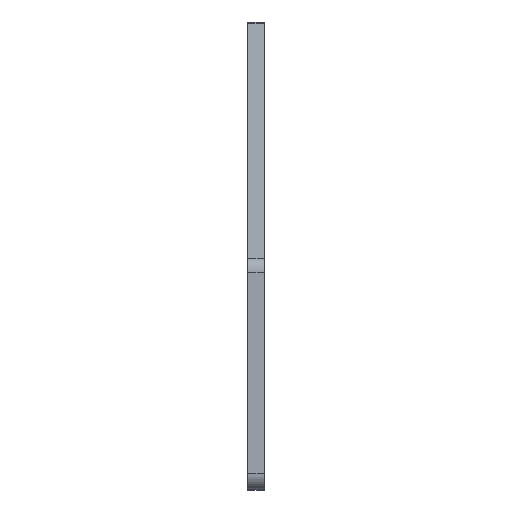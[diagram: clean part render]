
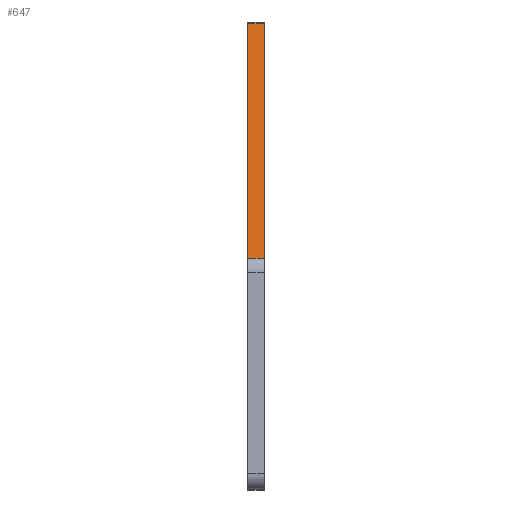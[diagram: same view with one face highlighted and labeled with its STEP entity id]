
A CAD part, left-side view. The second image highlights one B-rep face of the part: STEP entity #647.
In plain terms, the highlighted planar face has unit normal (-0.447, 0, 0.894).
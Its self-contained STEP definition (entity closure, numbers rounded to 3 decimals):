
#1 = DIRECTION ( 'NONE',  ( -0.894, 0., -0.447 ) ) ;
#69 = DIRECTION ( 'NONE',  ( -0.894, 0., -0.447 ) ) ;
#82 = VERTEX_POINT ( 'NONE', #381 ) ;
#84 = EDGE_CURVE ( 'NONE', #909, #131, #206, .T. ) ;
#106 = LINE ( 'NONE', #110, #893 ) ;
#110 = CARTESIAN_POINT ( 'NONE',  ( -22.661, 0., 65.183 ) ) ;
#129 = LINE ( 'NONE', #415, #449 ) ;
#131 = VERTEX_POINT ( 'NONE', #808 ) ;
#142 = CARTESIAN_POINT ( 'NONE',  ( -22.028, 3., 65.5 ) ) ;
#149 = CARTESIAN_POINT ( 'NONE',  ( -22.661, 0., 65.183 ) ) ;
#202 = DIRECTION ( 'NONE',  ( 0., 1., 0. ) ) ;
#206 = LINE ( 'NONE', #142, #400 ) ;
#272 = FACE_OUTER_BOUND ( 'NONE', #329, .T. ) ;
#329 = EDGE_LOOP ( 'NONE', ( #488, #851, #618, #661 ) ) ;
#341 = CARTESIAN_POINT ( 'NONE',  ( -108.842, 0., 22.093 ) ) ;
#381 = CARTESIAN_POINT ( 'NONE',  ( -108.842, 0., 22.093 ) ) ;
#400 = VECTOR ( 'NONE', #437, 1000. ) ;
#415 = CARTESIAN_POINT ( 'NONE',  ( -22.028, 0., 65.5 ) ) ;
#421 = LINE ( 'NONE', #341, #563 ) ;
#437 = DIRECTION ( 'NONE',  ( -0.894, 0., -0.447 ) ) ;
#449 = VECTOR ( 'NONE', #1, 1000. ) ;
#482 = AXIS2_PLACEMENT_3D ( 'NONE', #556, #844, #69 ) ;
#488 = ORIENTED_EDGE ( 'NONE', *, *, #84, .T. ) ;
#556 = CARTESIAN_POINT ( 'NONE',  ( -22.028, 0., 65.5 ) ) ;
#563 = VECTOR ( 'NONE', #202, 1000. ) ;
#612 = DIRECTION ( 'NONE',  ( 0., -1., 0. ) ) ;
#618 = ORIENTED_EDGE ( 'NONE', *, *, #644, .F. ) ;
#643 = PLANE ( 'NONE',  #482 ) ;
#644 = EDGE_CURVE ( 'NONE', #832, #82, #129, .T. ) ;
#647 = ADVANCED_FACE ( 'NONE', ( #272 ), #643, .T. ) ;
#661 = ORIENTED_EDGE ( 'NONE', *, *, #896, .F. ) ;
#675 = EDGE_CURVE ( 'NONE', #82, #131, #421, .T. ) ;
#808 = CARTESIAN_POINT ( 'NONE',  ( -108.842, 3., 22.093 ) ) ;
#832 = VERTEX_POINT ( 'NONE', #149 ) ;
#844 = DIRECTION ( 'NONE',  ( -0.447, 0., 0.894 ) ) ;
#851 = ORIENTED_EDGE ( 'NONE', *, *, #675, .F. ) ;
#893 = VECTOR ( 'NONE', #612, 1000. ) ;
#896 = EDGE_CURVE ( 'NONE', #909, #832, #106, .T. ) ;
#898 = CARTESIAN_POINT ( 'NONE',  ( -22.661, 3., 65.183 ) ) ;
#909 = VERTEX_POINT ( 'NONE', #898 ) ;
